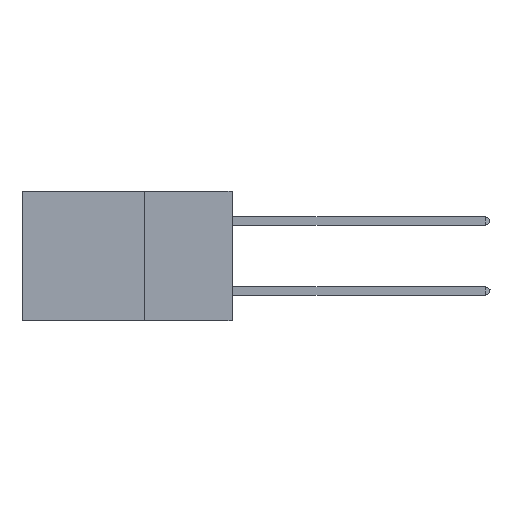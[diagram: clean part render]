
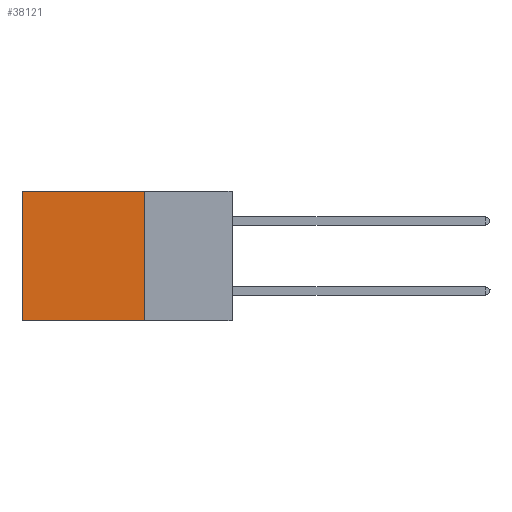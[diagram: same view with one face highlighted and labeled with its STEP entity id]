
A CAD part, left-side view. The second image highlights one B-rep face of the part: STEP entity #38121.
In plain terms, the highlighted planar face has unit normal (-1, 0, 0).
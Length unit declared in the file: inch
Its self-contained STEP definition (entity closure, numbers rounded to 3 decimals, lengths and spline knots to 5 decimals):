
#37 = PLANE ( 'NONE',  #7569 ) ;
#114 = VERTEX_POINT ( 'NONE', #21989 ) ;
#117 = VERTEX_POINT ( 'NONE', #11117 ) ;
#3605 = DIRECTION ( 'NONE',  ( 0., 0., -1. ) ) ;
#4758 = EDGE_LOOP ( 'NONE', ( #24131, #8193, #42121, #22496 ) ) ;
#4955 = CARTESIAN_POINT ( 'NONE',  ( 0.2875, 0.25, 0. ) ) ;
#7569 = AXIS2_PLACEMENT_3D ( 'NONE', #27746, #41981, #3605 ) ;
#8193 = ORIENTED_EDGE ( 'NONE', *, *, #38615, .F. ) ;
#8314 = VECTOR ( 'NONE', #33222, 39.37008 ) ;
#9285 = EDGE_CURVE ( 'NONE', #16675, #34530, #29600, .T. ) ;
#10230 = VECTOR ( 'NONE', #12700, 39.37008 ) ;
#11117 = CARTESIAN_POINT ( 'NONE',  ( 0.2875, 0.6, -0.37 ) ) ;
#11803 = DIRECTION ( 'NONE',  ( 0., 1., 0. ) ) ;
#12700 = DIRECTION ( 'NONE',  ( 0., 1., 0. ) ) ;
#15005 = LINE ( 'NONE', #44143, #34705 ) ;
#16675 = VERTEX_POINT ( 'NONE', #38891 ) ;
#19813 = DIRECTION ( 'NONE',  ( 0., 0., -1. ) ) ;
#21989 = CARTESIAN_POINT ( 'NONE',  ( 0.2875, 0.25, -0.37 ) ) ;
#22496 = ORIENTED_EDGE ( 'NONE', *, *, #9285, .T. ) ;
#24131 = ORIENTED_EDGE ( 'NONE', *, *, #41537, .T. ) ;
#25549 = LINE ( 'NONE', #44227, #10230 ) ;
#25798 = VECTOR ( 'NONE', #11803, 39.37008 ) ;
#27746 = CARTESIAN_POINT ( 'NONE',  ( 0.2875, 0.25, 0. ) ) ;
#28530 = LINE ( 'NONE', #29548, #8314 ) ;
#29548 = CARTESIAN_POINT ( 'NONE',  ( 0.2875, 0.6, 0. ) ) ;
#29600 = LINE ( 'NONE', #4955, #25798 ) ;
#31573 = CARTESIAN_POINT ( 'NONE',  ( 0.2875, 0.6, 0. ) ) ;
#33222 = DIRECTION ( 'NONE',  ( 0., 0., -1. ) ) ;
#34530 = VERTEX_POINT ( 'NONE', #31573 ) ;
#34705 = VECTOR ( 'NONE', #19813, 39.37008 ) ;
#35984 = FACE_OUTER_BOUND ( 'NONE', #4758, .T. ) ;
#38121 = ADVANCED_FACE ( 'NONE', ( #35984 ), #37, .F. ) ;
#38615 = EDGE_CURVE ( 'NONE', #114, #117, #25549, .T. ) ;
#38891 = CARTESIAN_POINT ( 'NONE',  ( 0.2875, 0.25, 0. ) ) ;
#39976 = EDGE_CURVE ( 'NONE', #16675, #114, #15005, .T. ) ;
#41537 = EDGE_CURVE ( 'NONE', #34530, #117, #28530, .T. ) ;
#41981 = DIRECTION ( 'NONE',  ( 1., 0., 0. ) ) ;
#42121 = ORIENTED_EDGE ( 'NONE', *, *, #39976, .F. ) ;
#44143 = CARTESIAN_POINT ( 'NONE',  ( 0.2875, 0.25, 0. ) ) ;
#44227 = CARTESIAN_POINT ( 'NONE',  ( 0.2875, 0.25, -0.37 ) ) ;
